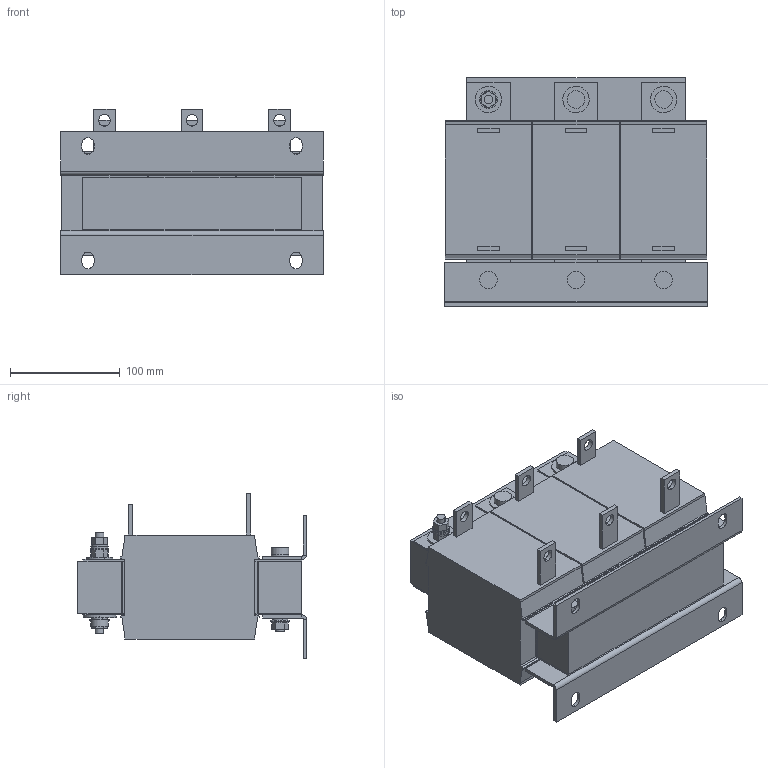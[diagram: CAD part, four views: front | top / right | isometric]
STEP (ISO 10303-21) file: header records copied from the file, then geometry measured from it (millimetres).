
FILE_DESCRIPTION (( 'STEP AP214' ), '1' );
FILE_NAME ('509543.STEP', '2022-08-10T10:34:54', ( '' ), ( '' ), 'SwSTEP 2.0', 'SolidWorks 2018', '' );
FILE_SCHEMA (( 'AUTOMOTIVE_DESIGN' ));
Length unit declared in the file: millimetre
Products named in the file (1): 509543
Bounding box: 240 x 208.8 x 150.85 mm (x, y, z)
Volume: 3671805.8 mm3; surface area: 309768.8 mm2
Topology: 1 solids, 1 shells, 440 faces, 1122 edges, 716 vertices
Faces by surface type: plane 332, cylinder 88, torus 10, cone 10
Entity records: 13372 total; most frequent: CARTESIAN_POINT 2539, ORIENTED_EDGE 2244, DIRECTION 2180, EDGE_CURVE 1122, VECTOR 866, LINE 866, VERTEX_POINT 716, AXIS2_PLACEMENT_3D 657
